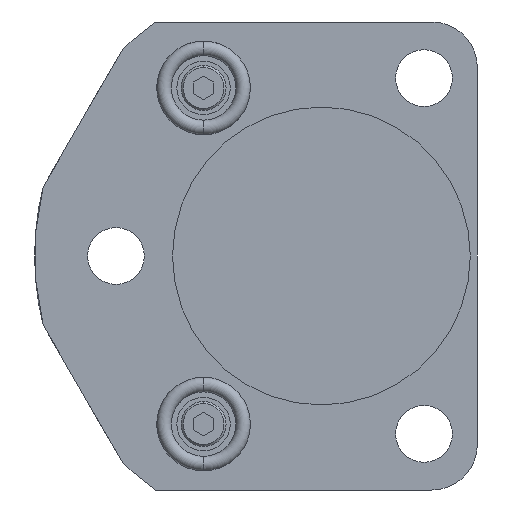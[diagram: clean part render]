
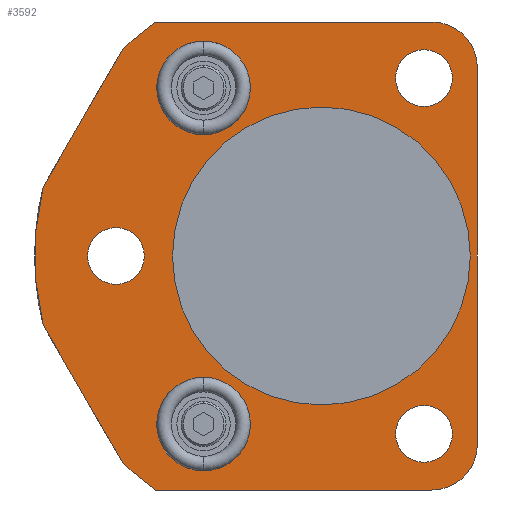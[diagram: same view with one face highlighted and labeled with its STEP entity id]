
A CAD part, front view. The second image highlights one B-rep face of the part: STEP entity #3592.
In plain terms, the highlighted planar face has unit normal (0, -1, 0).
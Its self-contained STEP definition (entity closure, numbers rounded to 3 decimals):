
#313=CARTESIAN_POINT('',(0.,0.,0.));
#314=DIRECTION('',(0.,-1.,0.));
#315=DIRECTION('',(1.,0.,0.));
#316=AXIS2_PLACEMENT_3D('',#313,#314,#315);
#321=CARTESIAN_POINT('',(0.,0.,0.));
#322=DIRECTION('',(0.,1.,0.));
#323=DIRECTION('',(1.,0.,0.));
#324=AXIS2_PLACEMENT_3D('',#321,#322,#323);
#329=CARTESIAN_POINT('',(13.436,0.,-22.936));
#330=DIRECTION('',(0.,-1.,0.));
#331=DIRECTION('',(0.,0.,-1.));
#332=AXIS2_PLACEMENT_3D('',#329,#330,#331);
#337=DIRECTION('',(-1.,0.,0.));
#338=VECTOR('',#337,33.624);
#339=CARTESIAN_POINT('',(13.436,0.,-28.499));
#340=LINE('',#339,#338);
#344=DIRECTION('',(0.5,0.,-0.866));
#345=VECTOR('',#344,19.386);
#346=CARTESIAN_POINT('',(-33.904,0.,-8.382));
#347=LINE('',#346,#345);
#351=DIRECTION('',(0.5,0.,0.866));
#352=VECTOR('',#351,19.386);
#353=CARTESIAN_POINT('',(-33.904,0.,8.382));
#354=LINE('',#353,#352);
#358=DIRECTION('',(1.,0.,0.));
#359=VECTOR('',#358,33.624);
#360=CARTESIAN_POINT('',(-20.188,0.,28.499));
#361=LINE('',#360,#359);
#365=CARTESIAN_POINT('',(13.436,0.,22.936));
#366=DIRECTION('',(0.,-1.,0.));
#367=DIRECTION('',(1.,0.,0.));
#368=AXIS2_PLACEMENT_3D('',#365,#366,#367);
#373=DIRECTION('',(0.,0.,1.));
#374=VECTOR('',#373,45.872);
#375=CARTESIAN_POINT('',(18.999,0.,-22.936));
#376=LINE('',#375,#374);
#380=CARTESIAN_POINT('',(12.497,0.,21.666));
#381=DIRECTION('',(0.,-1.,0.));
#382=DIRECTION('',(1.,0.,0.));
#383=AXIS2_PLACEMENT_3D('',#380,#381,#382);
#388=CARTESIAN_POINT('',(12.497,0.,21.666));
#389=DIRECTION('',(0.,-1.,0.));
#390=DIRECTION('',(-1.,0.,0.));
#391=AXIS2_PLACEMENT_3D('',#388,#389,#390);
#396=CARTESIAN_POINT('',(12.497,0.,-21.666));
#397=DIRECTION('',(0.,-1.,0.));
#398=DIRECTION('',(1.,0.,0.));
#399=AXIS2_PLACEMENT_3D('',#396,#397,#398);
#404=CARTESIAN_POINT('',(12.497,0.,-21.666));
#405=DIRECTION('',(0.,-1.,0.));
#406=DIRECTION('',(-1.,0.,0.));
#407=AXIS2_PLACEMENT_3D('',#404,#405,#406);
#412=CARTESIAN_POINT('',(-25.019,0.,0.));
#413=DIRECTION('',(0.,-1.,0.));
#414=DIRECTION('',(1.,0.,0.));
#415=AXIS2_PLACEMENT_3D('',#412,#413,#414);
#420=CARTESIAN_POINT('',(-25.019,0.,0.));
#421=DIRECTION('',(0.,-1.,0.));
#422=DIRECTION('',(-1.,0.,0.));
#423=AXIS2_PLACEMENT_3D('',#420,#421,#422);
#428=CARTESIAN_POINT('',(-14.351,0.,-20.472));
#429=DIRECTION('',(0.,1.,0.));
#430=DIRECTION('',(-1.,0.,0.));
#431=AXIS2_PLACEMENT_3D('',#428,#429,#430);
#436=CARTESIAN_POINT('',(-14.351,0.,-20.472));
#437=DIRECTION('',(0.,1.,0.));
#438=DIRECTION('',(1.,0.,0.));
#439=AXIS2_PLACEMENT_3D('',#436,#437,#438);
#444=CARTESIAN_POINT('',(-14.351,0.,20.473));
#445=DIRECTION('',(0.,1.,0.));
#446=DIRECTION('',(-1.,0.,0.));
#447=AXIS2_PLACEMENT_3D('',#444,#445,#446);
#452=CARTESIAN_POINT('',(-14.351,0.,20.473));
#453=DIRECTION('',(0.,1.,0.));
#454=DIRECTION('',(1.,0.,0.));
#455=AXIS2_PLACEMENT_3D('',#452,#453,#454);
#663=CARTESIAN_POINT('',(0.,0.,0.));
#664=DIRECTION('',(0.,-1.,0.));
#665=DIRECTION('',(-0.971,0.,0.24));
#666=AXIS2_PLACEMENT_3D('',#663,#664,#665);
#671=CARTESIAN_POINT('',(0.,0.,0.));
#672=DIRECTION('',(0.,-1.,0.));
#673=DIRECTION('',(-0.693,0.,-0.721));
#674=AXIS2_PLACEMENT_3D('',#671,#672,#673);
#679=CARTESIAN_POINT('',(0.,0.,0.));
#680=DIRECTION('',(0.,-1.,0.));
#681=DIRECTION('',(-0.578,0.,0.816));
#682=AXIS2_PLACEMENT_3D('',#679,#680,#681);
#2947=CARTESIAN_POINT('',(18.136,0.,0.));
#2949=VERTEX_POINT('',#2947);
#2951=CARTESIAN_POINT('',(-18.136,0.,0.));
#2953=VERTEX_POINT('',#2951);
#2954=CARTESIAN_POINT('',(-33.904,0.,-8.382));
#2955=CARTESIAN_POINT('',(-24.211,0.,-25.171));
#2956=VERTEX_POINT('',#2954);
#2957=VERTEX_POINT('',#2955);
#2958=CARTESIAN_POINT('',(-33.904,0.,8.382));
#2959=CARTESIAN_POINT('',(-24.211,0.,25.171));
#2960=VERTEX_POINT('',#2958);
#2961=VERTEX_POINT('',#2959);
#2962=CARTESIAN_POINT('',(-20.188,0.,28.499));
#2963=VERTEX_POINT('',#2962);
#2964=CARTESIAN_POINT('',(-20.188,0.,-28.499));
#2965=VERTEX_POINT('',#2964);
#2966=CARTESIAN_POINT('',(15.952,0.,21.666));
#2967=CARTESIAN_POINT('',(9.043,0.,21.666));
#2968=VERTEX_POINT('',#2966);
#2969=VERTEX_POINT('',#2967);
#3078=CARTESIAN_POINT('',(-20.054,0.,-20.472));
#3079=CARTESIAN_POINT('',(-8.649,0.,-20.472));
#3080=VERTEX_POINT('',#3078);
#3081=VERTEX_POINT('',#3079);
#3094=CARTESIAN_POINT('',(-20.054,0.,20.473));
#3095=CARTESIAN_POINT('',(-8.649,0.,20.473));
#3096=VERTEX_POINT('',#3094);
#3097=VERTEX_POINT('',#3095);
#3120=CARTESIAN_POINT('',(15.951,0.,-21.666));
#3121=CARTESIAN_POINT('',(9.042,0.,-21.666));
#3122=VERTEX_POINT('',#3120);
#3123=VERTEX_POINT('',#3121);
#3124=CARTESIAN_POINT('',(-21.565,0.,0.));
#3125=CARTESIAN_POINT('',(-28.474,0.,0.));
#3126=VERTEX_POINT('',#3124);
#3127=VERTEX_POINT('',#3125);
#3158=CARTESIAN_POINT('',(13.436,0.,-28.499));
#3159=CARTESIAN_POINT('',(18.999,0.,-22.936));
#3160=VERTEX_POINT('',#3158);
#3161=VERTEX_POINT('',#3159);
#3162=CARTESIAN_POINT('',(18.999,0.,22.936));
#3163=CARTESIAN_POINT('',(13.436,0.,28.499));
#3164=VERTEX_POINT('',#3162);
#3165=VERTEX_POINT('',#3163);
#3530=CARTESIAN_POINT('',(0.,0.,0.));
#3531=DIRECTION('',(0.,-1.,0.));
#3532=DIRECTION('',(-1.,0.,0.));
#3533=AXIS2_PLACEMENT_3D('',#3530,#3531,#3532);
#3534=PLANE('',#3533);
#3536=ORIENTED_EDGE('',*,*,#3535,.F.);
#3538=ORIENTED_EDGE('',*,*,#3537,.T.);
#3540=ORIENTED_EDGE('',*,*,#3539,.F.);
#3542=ORIENTED_EDGE('',*,*,#3541,.F.);
#3544=ORIENTED_EDGE('',*,*,#3543,.F.);
#3546=ORIENTED_EDGE('',*,*,#3545,.T.);
#3548=ORIENTED_EDGE('',*,*,#3547,.F.);
#3550=ORIENTED_EDGE('',*,*,#3549,.T.);
#3552=ORIENTED_EDGE('',*,*,#3551,.F.);
#3554=ORIENTED_EDGE('',*,*,#3553,.F.);
#3555=EDGE_LOOP('',(#3536,#3538,#3540,#3542,#3544,#3546,#3548,#3550,#3552,
#3554));
#3556=FACE_OUTER_BOUND('',#3555,.F.);
#3558=ORIENTED_EDGE('',*,*,#3557,.T.);
#3560=ORIENTED_EDGE('',*,*,#3559,.F.);
#3561=EDGE_LOOP('',(#3558,#3560));
#3562=FACE_BOUND('',#3561,.F.);
#3564=ORIENTED_EDGE('',*,*,#3563,.T.);
#3566=ORIENTED_EDGE('',*,*,#3565,.T.);
#3567=EDGE_LOOP('',(#3564,#3566));
#3568=FACE_BOUND('',#3567,.F.);
#3570=ORIENTED_EDGE('',*,*,#3569,.T.);
#3572=ORIENTED_EDGE('',*,*,#3571,.T.);
#3573=EDGE_LOOP('',(#3570,#3572));
#3574=FACE_BOUND('',#3573,.F.);
#3576=ORIENTED_EDGE('',*,*,#3575,.T.);
#3578=ORIENTED_EDGE('',*,*,#3577,.T.);
#3579=EDGE_LOOP('',(#3576,#3578));
#3580=FACE_BOUND('',#3579,.F.);
#3581=ORIENTED_EDGE('',*,*,#3520,.F.);
#3583=ORIENTED_EDGE('',*,*,#3582,.F.);
#3584=EDGE_LOOP('',(#3581,#3583));
#3585=FACE_BOUND('',#3584,.F.);
#3587=ORIENTED_EDGE('',*,*,#3586,.F.);
#3589=ORIENTED_EDGE('',*,*,#3588,.F.);
#3590=EDGE_LOOP('',(#3587,#3589));
#3591=FACE_BOUND('',#3590,.F.);
#3592=ADVANCED_FACE('',(#3556,#3562,#3568,#3574,#3580,#3585,#3591),#3534,.T.);
#317=CIRCLE('',#316,18.136);
#325=CIRCLE('',#324,18.136);
#333=CIRCLE('',#332,5.563);
#369=CIRCLE('',#368,5.563);
#384=CIRCLE('',#383,3.455);
#392=CIRCLE('',#391,3.455);
#400=CIRCLE('',#399,3.455);
#408=CIRCLE('',#407,3.455);
#416=CIRCLE('',#415,3.455);
#424=CIRCLE('',#423,3.455);
#432=CIRCLE('',#431,5.703);
#440=CIRCLE('',#439,5.703);
#448=CIRCLE('',#447,5.703);
#456=CIRCLE('',#455,5.703);
#667=CIRCLE('',#666,34.925);
#675=CIRCLE('',#674,34.925);
#683=CIRCLE('',#682,34.925);
#3520=EDGE_CURVE('',#3080,#3081,#432,.T.);
#3535=EDGE_CURVE('',#3160,#3161,#333,.T.);
#3537=EDGE_CURVE('',#3160,#2965,#340,.T.);
#3539=EDGE_CURVE('',#2957,#2965,#675,.T.);
#3541=EDGE_CURVE('',#2956,#2957,#347,.T.);
#3543=EDGE_CURVE('',#2960,#2956,#667,.T.);
#3545=EDGE_CURVE('',#2960,#2961,#354,.T.);
#3547=EDGE_CURVE('',#2963,#2961,#683,.T.);
#3549=EDGE_CURVE('',#2963,#3165,#361,.T.);
#3551=EDGE_CURVE('',#3164,#3165,#369,.T.);
#3553=EDGE_CURVE('',#3161,#3164,#376,.T.);
#3557=EDGE_CURVE('',#2949,#2953,#317,.T.);
#3559=EDGE_CURVE('',#2949,#2953,#325,.T.);
#3563=EDGE_CURVE('',#2968,#2969,#384,.T.);
#3565=EDGE_CURVE('',#2969,#2968,#392,.T.);
#3569=EDGE_CURVE('',#3122,#3123,#400,.T.);
#3571=EDGE_CURVE('',#3123,#3122,#408,.T.);
#3575=EDGE_CURVE('',#3126,#3127,#416,.T.);
#3577=EDGE_CURVE('',#3127,#3126,#424,.T.);
#3582=EDGE_CURVE('',#3081,#3080,#440,.T.);
#3586=EDGE_CURVE('',#3096,#3097,#448,.T.);
#3588=EDGE_CURVE('',#3097,#3096,#456,.T.);
